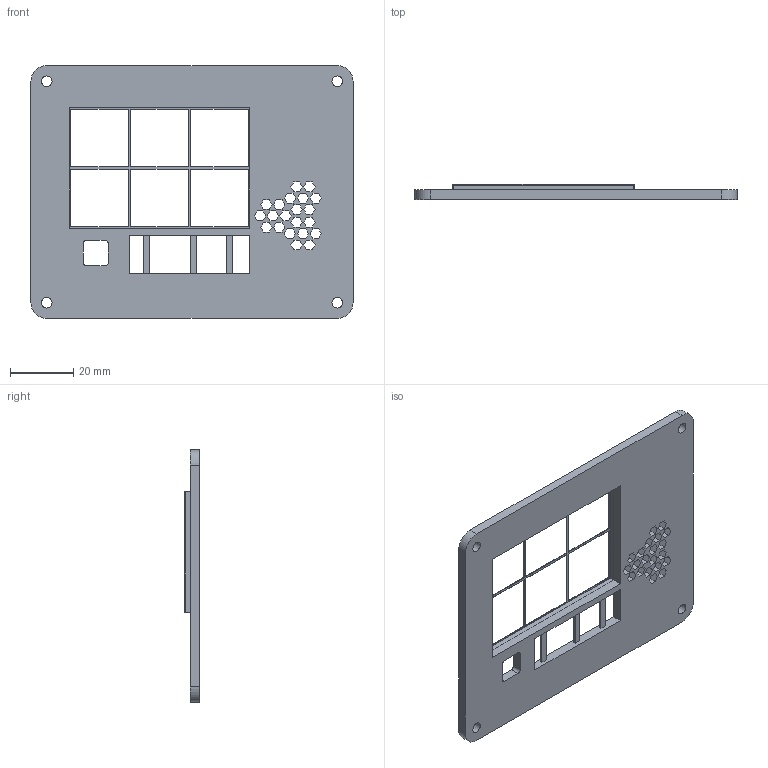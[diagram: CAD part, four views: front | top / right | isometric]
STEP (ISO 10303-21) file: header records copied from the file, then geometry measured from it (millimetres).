
FILE_DESCRIPTION(/* description */ (''),/* implementation_level */ '2;1');
FILE_NAME(/* name */ 'Top Case.step',/* time_stamp */ '2025-12-30T16:20:36-06:00',/* author */ (''),/* organization */ (''),/* preprocessor_version */ 'ST-DEVELOPER v20.1',/* originating_system */ 'Autodesk Translation Framework v14.21.0.0',/* authorisation */ '');
FILE_SCHEMA (('AUTOMOTIVE_DESIGN { 1 0 10303 214 3 1 1 }'));
Length unit declared in the file: millimetre
Products named in the file (1): 2025-12-30-16-20-35-911
Bounding box: 102.25 x 4.75 x 80.25 mm (x, y, z)
Volume: 15936.9 mm3; surface area: 14625.5 mm2
Topology: 1 solids, 1 shells, 198 faces, 582 edges, 388 vertices
Faces by surface type: plane 186, cylinder 12
Full cylindrical faces by diameter (mm): 3.4 x4
Entity records: 6647 total; most frequent: CARTESIAN_POINT 1169, ORIENTED_EDGE 1164, DIRECTION 1004, EDGE_CURVE 582, LINE 558, VECTOR 558, VERTEX_POINT 388, EDGE_LOOP 272
